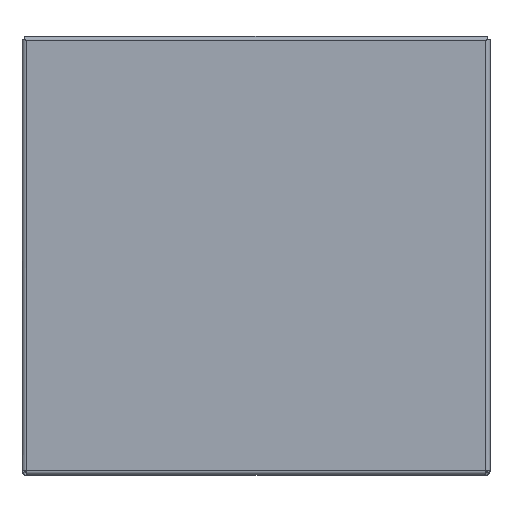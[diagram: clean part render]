
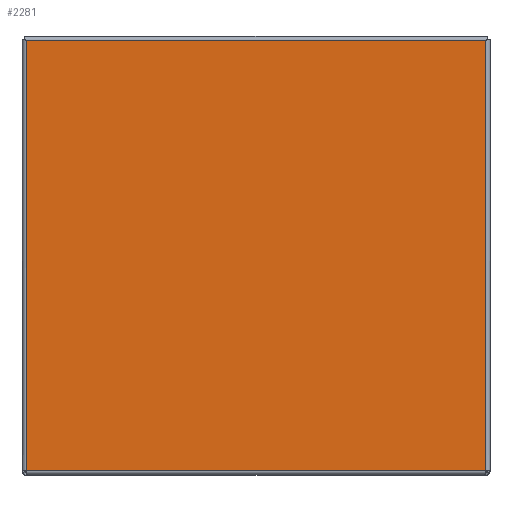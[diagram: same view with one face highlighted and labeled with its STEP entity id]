
A CAD part, top view. The second image highlights one B-rep face of the part: STEP entity #2281.
In plain terms, the highlighted planar face has unit normal (0, 0, 1).
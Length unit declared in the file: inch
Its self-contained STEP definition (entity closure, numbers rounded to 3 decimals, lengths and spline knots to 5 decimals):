
#9 = ORIENTED_EDGE ( 'NONE', *, *, #888, .T. ) ;
#61 = ORIENTED_EDGE ( 'NONE', *, *, #221, .T. ) ;
#116 = DIRECTION ( 'NONE',  ( 0., 0., 1. ) ) ;
#163 = DIRECTION ( 'NONE',  ( 0., -1., 0. ) ) ;
#174 = CARTESIAN_POINT ( 'NONE',  ( 0.143, 0.048, 10. ) ) ;
#204 = CARTESIAN_POINT ( 'NONE',  ( 0.143, 14.762, 10. ) ) ;
#221 = EDGE_CURVE ( 'NONE', #1782, #2161, #531, .T. ) ;
#224 = LINE ( 'NONE', #1779, #654 ) ;
#356 = DIRECTION ( 'NONE',  ( 1., 0., 0. ) ) ;
#442 = EDGE_LOOP ( 'NONE', ( #61, #2188, #9, #628 ) ) ;
#475 = VECTOR ( 'NONE', #1541, 39.37008 ) ;
#527 = VECTOR ( 'NONE', #1947, 39.37008 ) ;
#531 = LINE ( 'NONE', #1333, #475 ) ;
#628 = ORIENTED_EDGE ( 'NONE', *, *, #958, .T. ) ;
#654 = VECTOR ( 'NONE', #1834, 39.37008 ) ;
#698 = PLANE ( 'NONE',  #2046 ) ;
#888 = EDGE_CURVE ( 'NONE', #1340, #947, #1545, .T. ) ;
#924 = CARTESIAN_POINT ( 'NONE',  ( 0., 0., 10. ) ) ;
#947 = VERTEX_POINT ( 'NONE', #174 ) ;
#958 = EDGE_CURVE ( 'NONE', #947, #1782, #1732, .T. ) ;
#1068 = EDGE_CURVE ( 'NONE', #2161, #1340, #224, .T. ) ;
#1132 = CARTESIAN_POINT ( 'NONE',  ( 0.143, 0., 10. ) ) ;
#1333 = CARTESIAN_POINT ( 'NONE',  ( 15.857, 0., 10. ) ) ;
#1340 = VERTEX_POINT ( 'NONE', #204 ) ;
#1541 = DIRECTION ( 'NONE',  ( 0., 1., 0. ) ) ;
#1545 = LINE ( 'NONE', #1132, #2204 ) ;
#1732 = LINE ( 'NONE', #2345, #527 ) ;
#1779 = CARTESIAN_POINT ( 'NONE',  ( 0., 14.762, 10. ) ) ;
#1782 = VERTEX_POINT ( 'NONE', #1817 ) ;
#1817 = CARTESIAN_POINT ( 'NONE',  ( 15.857, 0.048, 10. ) ) ;
#1834 = DIRECTION ( 'NONE',  ( -1., 0., 0. ) ) ;
#1855 = CARTESIAN_POINT ( 'NONE',  ( 15.857, 14.762, 10. ) ) ;
#1947 = DIRECTION ( 'NONE',  ( 1., 0., 0. ) ) ;
#2046 = AXIS2_PLACEMENT_3D ( 'NONE', #924, #116, #356 ) ;
#2112 = FACE_OUTER_BOUND ( 'NONE', #442, .T. ) ;
#2161 = VERTEX_POINT ( 'NONE', #1855 ) ;
#2188 = ORIENTED_EDGE ( 'NONE', *, *, #1068, .T. ) ;
#2204 = VECTOR ( 'NONE', #163, 39.37008 ) ;
#2281 = ADVANCED_FACE ( 'NONE', ( #2112 ), #698, .T. ) ;
#2345 = CARTESIAN_POINT ( 'NONE',  ( 0., 0.048, 10. ) ) ;
